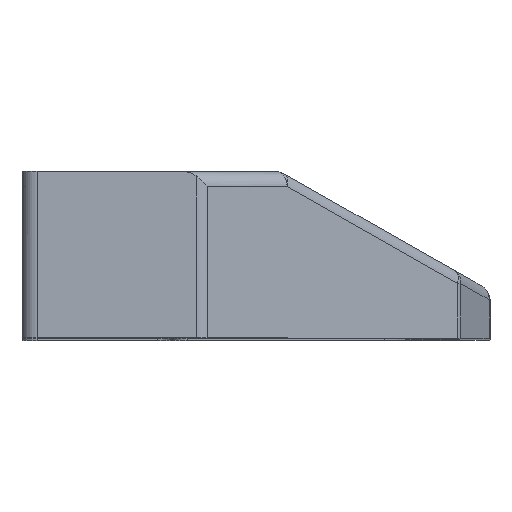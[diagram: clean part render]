
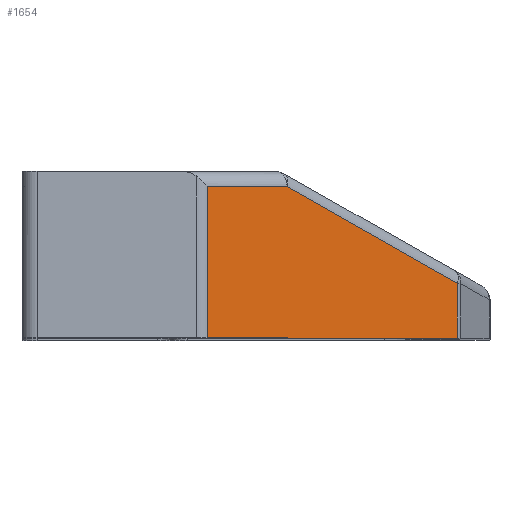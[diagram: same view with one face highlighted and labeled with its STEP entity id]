
A CAD part, top view. The second image highlights one B-rep face of the part: STEP entity #1654.
In plain terms, the highlighted planar face has unit normal (0.707, 0, 0.707).
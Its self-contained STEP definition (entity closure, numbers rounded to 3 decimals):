
#68=PLANE('',#1851);
#159=FACE_OUTER_BOUND('',#256,.T.);
#256=EDGE_LOOP('',(#1494,#1495,#1496,#1497,#1498));
#377=LINE('',#2614,#526);
#380=LINE('',#2620,#529);
#383=LINE('',#2631,#532);
#387=LINE('',#2643,#536);
#427=LINE('',#2773,#576);
#526=VECTOR('',#2026,10.);
#529=VECTOR('',#2033,10.);
#532=VECTOR('',#2044,10.);
#536=VECTOR('',#2056,10.);
#576=VECTOR('',#2188,10.);
#708=VERTEX_POINT('',#2602);
#709=VERTEX_POINT('',#2606);
#712=VERTEX_POINT('',#2619);
#715=VERTEX_POINT('',#2627);
#720=VERTEX_POINT('',#2641);
#884=EDGE_CURVE('',#709,#708,#377,.T.);
#887=EDGE_CURVE('',#712,#709,#380,.T.);
#893=EDGE_CURVE('',#708,#715,#383,.T.);
#899=EDGE_CURVE('',#720,#712,#387,.T.);
#966=EDGE_CURVE('',#720,#715,#427,.T.);
#1494=ORIENTED_EDGE('',*,*,#899,.F.);
#1495=ORIENTED_EDGE('',*,*,#966,.T.);
#1496=ORIENTED_EDGE('',*,*,#893,.F.);
#1497=ORIENTED_EDGE('',*,*,#884,.F.);
#1498=ORIENTED_EDGE('',*,*,#887,.F.);
#1654=ADVANCED_FACE('',(#159),#68,.T.);
#1851=AXIS2_PLACEMENT_3D('',#2930,#2357,#2358);
#2026=DIRECTION('',(0.656,-0.372,-0.656));
#2033=DIRECTION('',(0.707,0.,-0.707));
#2044=DIRECTION('',(0.,-1.,0.));
#2056=DIRECTION('',(0.,1.,0.));
#2188=DIRECTION('',(0.707,0.,-0.707));
#2357=DIRECTION('center_axis',(0.707,0.,0.707));
#2358=DIRECTION('ref_axis',(0.707,0.,-0.707));
#2602=CARTESIAN_POINT('',(272.291,-57.811,35.02));
#2606=CARTESIAN_POINT('',(261.03,-51.431,46.281));
#2614=CARTESIAN_POINT('',(273.384,-58.431,33.926));
#2619=CARTESIAN_POINT('',(255.736,-51.431,51.575));
#2620=CARTESIAN_POINT('',(269.516,-51.431,37.795));
#2627=CARTESIAN_POINT('',(272.291,-61.431,35.02));
#2631=CARTESIAN_POINT('',(272.291,-61.431,35.02));
#2641=CARTESIAN_POINT('',(255.736,-61.431,51.575));
#2643=CARTESIAN_POINT('',(255.736,-61.431,51.575));
#2773=CARTESIAN_POINT('',(255.443,-61.431,51.868));
#2930=CARTESIAN_POINT('Origin',(255.443,-61.431,51.868));
